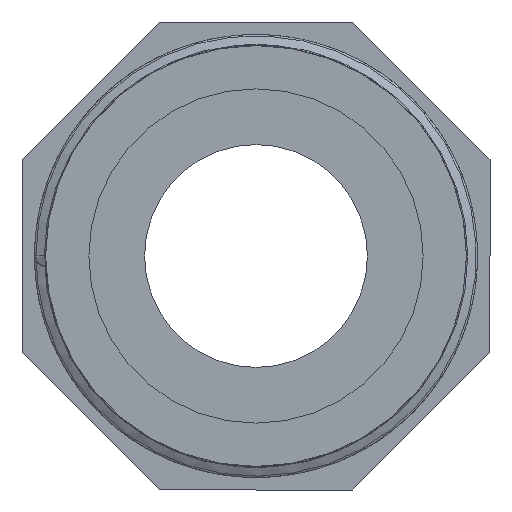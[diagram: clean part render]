
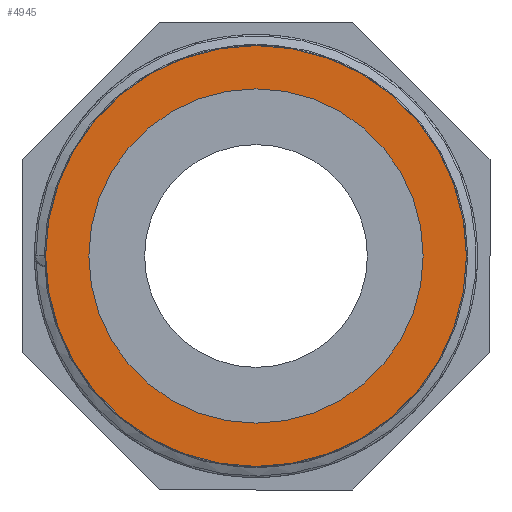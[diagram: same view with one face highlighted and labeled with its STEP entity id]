
A CAD part, left-side view. The second image highlights one B-rep face of the part: STEP entity #4945.
In plain terms, the highlighted planar face has unit normal (-1, 0, 0).
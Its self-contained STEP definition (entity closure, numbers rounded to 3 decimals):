
#110 = ORIENTED_EDGE ( 'NONE', *, *, #7068, .T. ) ;
#204 = ORIENTED_EDGE ( 'NONE', *, *, #7020, .F. ) ;
#396 = CIRCLE ( 'NONE', #399, 22.5 ) ;
#399 = AXIS2_PLACEMENT_3D ( 'NONE', #8804, #8805, #8806 ) ;
#432 = AXIS2_PLACEMENT_3D ( 'NONE', #7960, #7961, #7962 ) ;
#433 = CIRCLE ( 'NONE', #432, 28.328 ) ;
#452 = AXIS2_PLACEMENT_3D ( 'NONE', #7462, #7469, #7470 ) ;
#4792 = EDGE_LOOP ( 'NONE', ( #204 ) ) ;
#4793 = EDGE_LOOP ( 'NONE', ( #110 ) ) ;
#4869 = VERTEX_POINT ( 'NONE', #4870 ) ;
#4870 = CARTESIAN_POINT ( 'NONE',  ( 0., 28.328, 0. ) ) ;
#4871 = VERTEX_POINT ( 'NONE', #4874 ) ;
#4874 = CARTESIAN_POINT ( 'NONE',  ( 0., 22.5, 0. ) ) ;
#4945 = ADVANCED_FACE ( 'NONE', ( #7466, #7458 ), #7467, .T. ) ;
#7020 = EDGE_CURVE ( 'NONE', #4869, #4869, #433, .T. ) ;
#7068 = EDGE_CURVE ( 'NONE', #4871, #4871, #396, .T. ) ;
#7458 = FACE_OUTER_BOUND ( 'NONE', #4792, .T. ) ;
#7462 = CARTESIAN_POINT ( 'NONE',  ( 0., 22.5, 0. ) ) ;
#7466 = FACE_BOUND ( 'NONE', #4793, .T. ) ;
#7467 = PLANE ( 'NONE',  #452 ) ;
#7469 = DIRECTION ( 'NONE',  ( -1., 0., 0. ) ) ;
#7470 = DIRECTION ( 'NONE',  ( 0., -1., 0. ) ) ;
#7960 = CARTESIAN_POINT ( 'NONE',  ( 0., 0., 0. ) ) ;
#7961 = DIRECTION ( 'NONE',  ( 1., 0., 0. ) ) ;
#7962 = DIRECTION ( 'NONE',  ( 0., 1., 0. ) ) ;
#8804 = CARTESIAN_POINT ( 'NONE',  ( 0., 0., 0. ) ) ;
#8805 = DIRECTION ( 'NONE',  ( 1., 0., 0. ) ) ;
#8806 = DIRECTION ( 'NONE',  ( 0., 1., 0. ) ) ;
